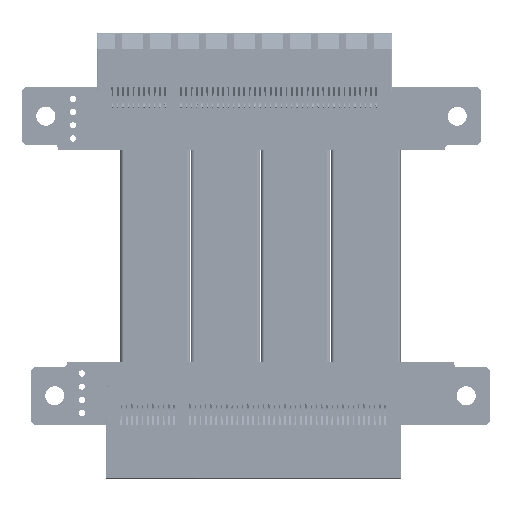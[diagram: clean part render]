
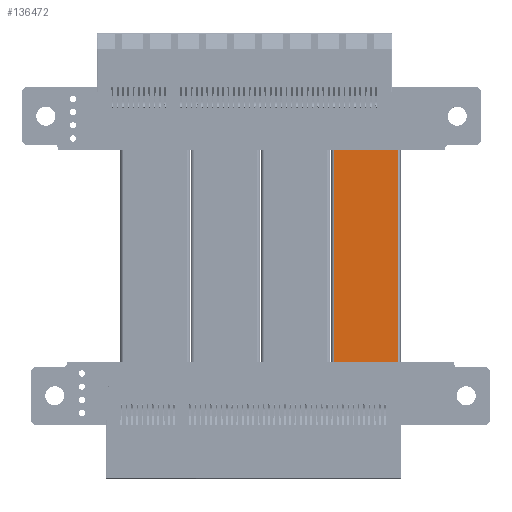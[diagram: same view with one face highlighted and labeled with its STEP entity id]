
A CAD part, top view. The second image highlights one B-rep face of the part: STEP entity #136472.
In plain terms, the highlighted face is planar.
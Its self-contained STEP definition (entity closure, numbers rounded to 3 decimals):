
#136444 = VERTEX_POINT('',#136445);
#136445 = CARTESIAN_POINT('',(0.,0.,
    0.));
#136452 = EDGE_CURVE('',#136453,#136444,#136455,.T.);
#136453 = VERTEX_POINT('',#136454);
#136454 = CARTESIAN_POINT('',(0.,0.,
    -43.));
#136455 = LINE('',#136456,#136457);
#136456 = CARTESIAN_POINT('',(0.,0.,
    -43.));
#136457 = VECTOR('',#136458,1.);
#136458 = DIRECTION('',(0.,0.,1.));
#136472 = ADVANCED_FACE('',(#136473),#136498,.T.);
#136473 = FACE_BOUND('',#136474,.T.);
#136474 = EDGE_LOOP('',(#136475,#136483,#136491,#136497));
#136475 = ORIENTED_EDGE('',*,*,#136476,.F.);
#136476 = EDGE_CURVE('',#136477,#136444,#136479,.T.);
#136477 = VERTEX_POINT('',#136478);
#136478 = CARTESIAN_POINT('',(12.065,0.,
    0.));
#136479 = LINE('',#136480,#136481);
#136480 = CARTESIAN_POINT('',(0.,0.,
    0.));
#136481 = VECTOR('',#136482,1.);
#136482 = DIRECTION('',(-1.,0.,0.));
#136483 = ORIENTED_EDGE('',*,*,#136484,.F.);
#136484 = EDGE_CURVE('',#136485,#136477,#136487,.T.);
#136485 = VERTEX_POINT('',#136486);
#136486 = CARTESIAN_POINT('',(12.065,0.,-43.)
  );
#136487 = LINE('',#136488,#136489);
#136488 = CARTESIAN_POINT('',(12.065,0.,-43.)
  );
#136489 = VECTOR('',#136490,1.);
#136490 = DIRECTION('',(0.,0.,1.));
#136491 = ORIENTED_EDGE('',*,*,#136492,.T.);
#136492 = EDGE_CURVE('',#136485,#136453,#136493,.T.);
#136493 = LINE('',#136494,#136495);
#136494 = CARTESIAN_POINT('',(0.,0.,
    -43.));
#136495 = VECTOR('',#136496,1.);
#136496 = DIRECTION('',(-1.,0.,0.));
#136497 = ORIENTED_EDGE('',*,*,#136452,.T.);
#136498 = PLANE('',#136499);
#136499 = AXIS2_PLACEMENT_3D('',#136500,#136501,#136502);
#136500 = CARTESIAN_POINT('',(0.,0.,
    -43.));
#136501 = DIRECTION('',(0.,1.,0.));
#136502 = DIRECTION('',(0.,0.,1.));
